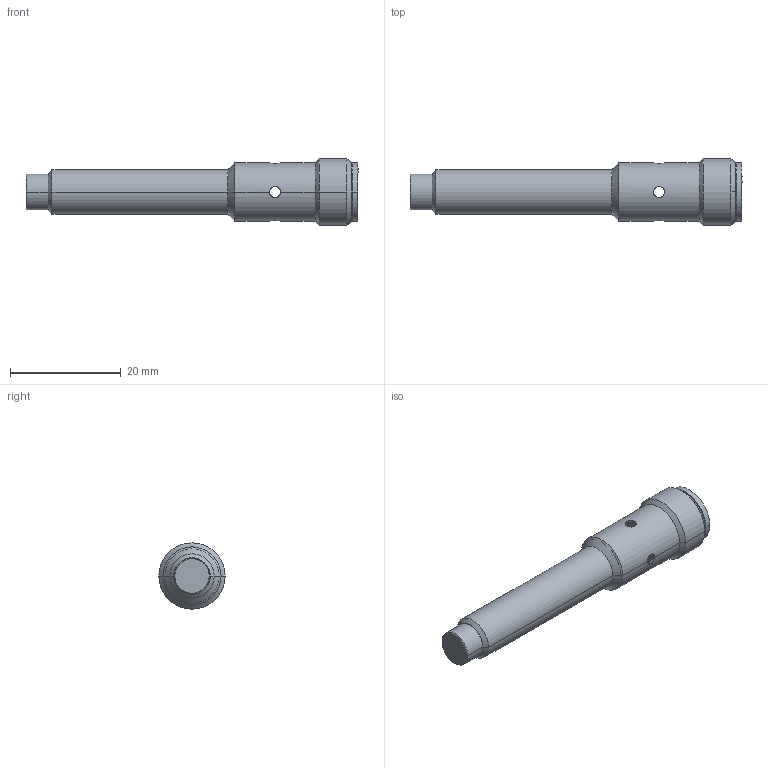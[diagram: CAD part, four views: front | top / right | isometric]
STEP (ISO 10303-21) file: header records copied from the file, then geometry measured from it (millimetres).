
FILE_DESCRIPTION (( 'STEP AP214' ), '1' );
FILE_NAME ('AE1-AN-2H.step', '2018-04-12T18:50:39', ( '' ), ( '' ), 'SwSTEP 2.0', 'SolidWorks 2017', '' );
FILE_SCHEMA (( 'AUTOMOTIVE_DESIGN' ));
Length unit declared in the file: inch
Products named in the file (1): AE1-AN-2H
Bounding box: 60.04 x 12 x 12 mm (x, y, z)
Volume: 2560.1 mm3; surface area: 3413.6 mm2
Topology: 3 solids, 3 shells, 113 faces, 303 edges, 192 vertices
Faces by surface type: cylinder 59, plane 22, cone 20, bspline 12
Entity records: 5557 total; most frequent: CARTESIAN_POINT 1204, DIRECTION 612, ORIENTED_EDGE 590, EDGE_CURVE 295, AXIS2_PLACEMENT_3D 248, VERTEX_POINT 192, CIRCLE 146, EDGE_LOOP 125
